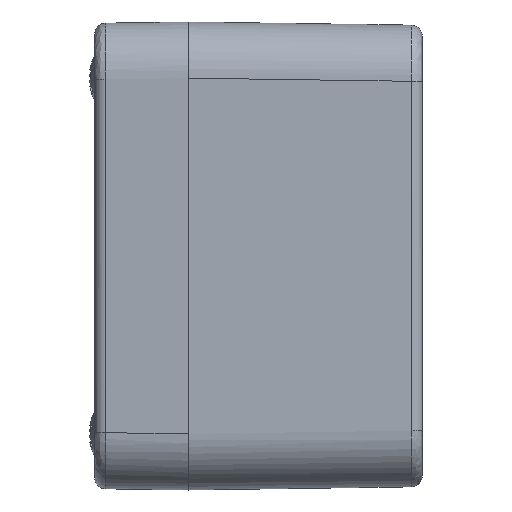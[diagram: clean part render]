
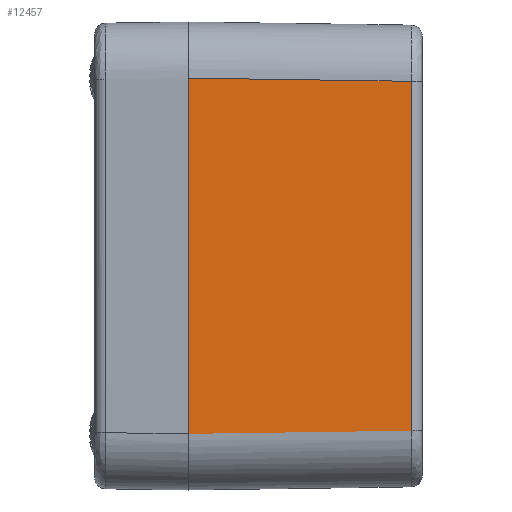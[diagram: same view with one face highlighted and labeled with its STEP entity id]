
A CAD part, left-side view. The second image highlights one B-rep face of the part: STEP entity #12457.
In plain terms, the highlighted planar face has unit normal (-1, -0.014, 0).
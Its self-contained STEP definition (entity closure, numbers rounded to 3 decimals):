
#36 = CARTESIAN_POINT ( 'NONE',  ( -26., 25., -26.952 ) ) ;
#158 = CARTESIAN_POINT ( 'NONE',  ( -25.667, 1.183, 18.668 ) ) ;
#256 = PLANE ( 'NONE',  #1865 ) ;
#344 = VECTOR ( 'NONE', #10693, 1000. ) ;
#862 = EDGE_CURVE ( 'NONE', #4275, #5905, #10558, .T. ) ;
#1139 = CARTESIAN_POINT ( 'NONE',  ( -25.667, 1.183, -18.668 ) ) ;
#1381 = CARTESIAN_POINT ( 'NONE',  ( -26., 25., 19.001 ) ) ;
#1865 = AXIS2_PLACEMENT_3D ( 'NONE', #36, #7263, #10560 ) ;
#2260 = DIRECTION ( 'NONE',  ( 0., 0., -1. ) ) ;
#2611 = DIRECTION ( 'NONE',  ( 0.014, -1., -0.014 ) ) ;
#3618 = LINE ( 'NONE', #10652, #10254 ) ;
#3619 = VERTEX_POINT ( 'NONE', #12363 ) ;
#4256 = EDGE_CURVE ( 'NONE', #8606, #4275, #3618, .T. ) ;
#4275 = VERTEX_POINT ( 'NONE', #11806 ) ;
#5518 = LINE ( 'NONE', #158, #344 ) ;
#5905 = VERTEX_POINT ( 'NONE', #1139 ) ;
#6121 = DIRECTION ( 'NONE',  ( 0.014, -1., 0.014 ) ) ;
#6363 = ORIENTED_EDGE ( 'NONE', *, *, #4256, .T. ) ;
#7263 = DIRECTION ( 'NONE',  ( -1., -0.014, 0. ) ) ;
#8606 = VERTEX_POINT ( 'NONE', #10049 ) ;
#9105 = EDGE_CURVE ( 'NONE', #3619, #5905, #5518, .T. ) ;
#10049 = CARTESIAN_POINT ( 'NONE',  ( -26., 25., 19.001 ) ) ;
#10254 = VECTOR ( 'NONE', #2260, 1000. ) ;
#10558 = LINE ( 'NONE', #14169, #13564 ) ;
#10560 = DIRECTION ( 'NONE',  ( -0.014, 1., 0. ) ) ;
#10652 = CARTESIAN_POINT ( 'NONE',  ( -26., 25., 19.001 ) ) ;
#10693 = DIRECTION ( 'NONE',  ( 0., 0., -1. ) ) ;
#10706 = ORIENTED_EDGE ( 'NONE', *, *, #862, .T. ) ;
#11012 = ORIENTED_EDGE ( 'NONE', *, *, #15118, .F. ) ;
#11806 = CARTESIAN_POINT ( 'NONE',  ( -26., 25., -19.001 ) ) ;
#12207 = ORIENTED_EDGE ( 'NONE', *, *, #9105, .F. ) ;
#12363 = CARTESIAN_POINT ( 'NONE',  ( -25.667, 1.183, 18.668 ) ) ;
#12381 = VECTOR ( 'NONE', #2611, 1000. ) ;
#12457 = ADVANCED_FACE ( 'NONE', ( #12857 ), #256, .T. ) ;
#12638 = LINE ( 'NONE', #1381, #12381 ) ;
#12857 = FACE_OUTER_BOUND ( 'NONE', #13354, .T. ) ;
#13354 = EDGE_LOOP ( 'NONE', ( #11012, #6363, #10706, #12207 ) ) ;
#13564 = VECTOR ( 'NONE', #6121, 1000. ) ;
#14169 = CARTESIAN_POINT ( 'NONE',  ( -26., 25., -19.001 ) ) ;
#15118 = EDGE_CURVE ( 'NONE', #8606, #3619, #12638, .T. ) ;
